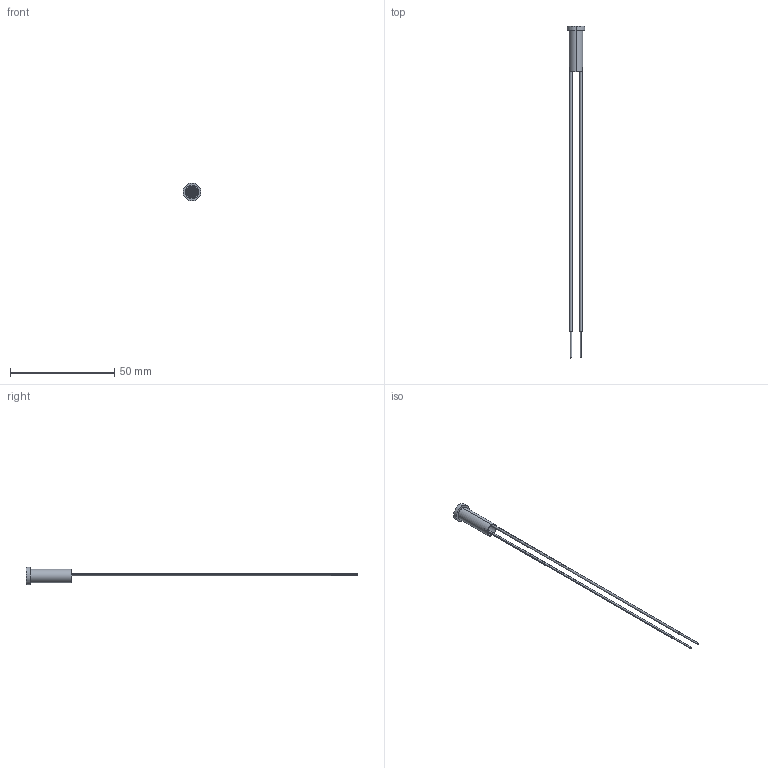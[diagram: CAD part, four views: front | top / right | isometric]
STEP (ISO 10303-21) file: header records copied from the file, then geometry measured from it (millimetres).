
FILE_DESCRIPTION (( 'STEP AP214' ), '1' );
FILE_NAME ('44W_Flush.STEP', '2019-02-07T17:20:10', ( 'user' ), ( 'Microsoft' ), 'SwSTEP 2.0', 'SolidWorks 2018', '' );
FILE_SCHEMA (( 'AUTOMOTIVE_DESIGN' ));
Length unit declared in the file: foot
Products named in the file (4): WIRE UL1061 PB AWG 24_6"; 44-BLK-LG; LENS 44 FRESNEL 50073_44 Type; 44W_Flush
Assembly tree (4 placements, depth 2):
  44W_Flush
    LENS 44 FRESNEL 50073_44 Type
    44-BLK-LG
    WIRE UL1061 PB AWG 24_6"  x2
Bounding box: 8.64 x 159.57 x 8.64 mm (x, y, z)
Volume: 510.6 mm3; surface area: 3070.6 mm2
Topology: 6 solids, 6 shells, 201 faces, 504 edges, 282 vertices
Faces by surface type: plane 87, cylinder 58, bspline 36, cone 18, torus 2
Entity records: 6086 total; most frequent: CARTESIAN_POINT 1500, ORIENTED_EDGE 900, DIRECTION 862, EDGE_CURVE 450, AXIS2_PLACEMENT_3D 288, LINE 286, VECTOR 286, VERTEX_POINT 270
